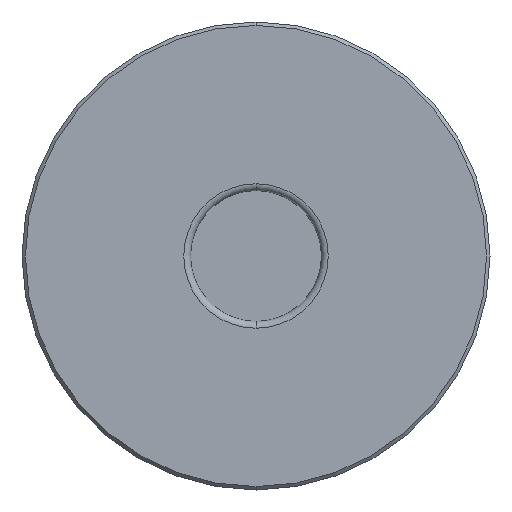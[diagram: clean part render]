
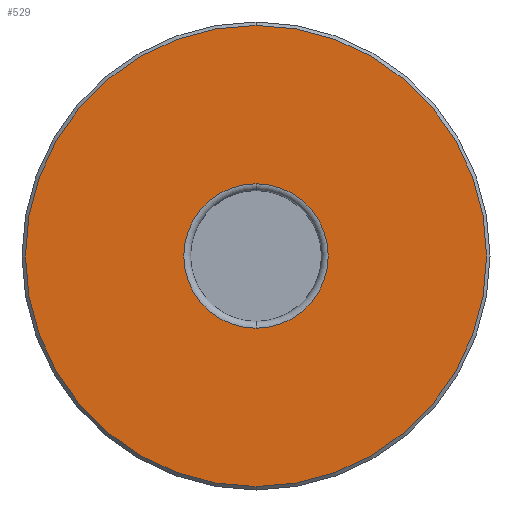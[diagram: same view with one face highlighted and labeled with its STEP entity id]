
A CAD part, front view. The second image highlights one B-rep face of the part: STEP entity #529.
In plain terms, the highlighted planar face has unit normal (0, -1, 0).
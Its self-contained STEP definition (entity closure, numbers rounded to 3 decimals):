
#1 = ORIENTED_EDGE ( 'NONE', *, *, #82, .F. ) ;
#18 = EDGE_CURVE ( 'NONE', #218, #748, #673, .T. ) ;
#27 = EDGE_LOOP ( 'NONE', ( #425, #1 ) ) ;
#46 = CIRCLE ( 'NONE', #64, 33.5 ) ;
#64 = AXIS2_PLACEMENT_3D ( 'NONE', #93, #551, #169 ) ;
#71 = CARTESIAN_POINT ( 'NONE',  ( 0., 0., 0. ) ) ;
#77 = CARTESIAN_POINT ( 'NONE',  ( 0., 0., -10.5 ) ) ;
#82 = EDGE_CURVE ( 'NONE', #259, #574, #324, .T. ) ;
#93 = CARTESIAN_POINT ( 'NONE',  ( 0., 0., 0. ) ) ;
#110 = AXIS2_PLACEMENT_3D ( 'NONE', #181, #253, #378 ) ;
#132 = DIRECTION ( 'NONE',  ( 0., 0., -1. ) ) ;
#134 = DIRECTION ( 'NONE',  ( 0., 0., -1. ) ) ;
#146 = CARTESIAN_POINT ( 'NONE',  ( 0., 0., 33.5 ) ) ;
#164 = FACE_OUTER_BOUND ( 'NONE', #526, .T. ) ;
#165 = DIRECTION ( 'NONE',  ( 0., -1., 0. ) ) ;
#169 = DIRECTION ( 'NONE',  ( 0., 0., -1. ) ) ;
#175 = ORIENTED_EDGE ( 'NONE', *, *, #376, .T. ) ;
#181 = CARTESIAN_POINT ( 'NONE',  ( 0., 0., 0. ) ) ;
#199 = DIRECTION ( 'NONE',  ( 0., -1., 0. ) ) ;
#218 = VERTEX_POINT ( 'NONE', #146 ) ;
#223 = ORIENTED_EDGE ( 'NONE', *, *, #18, .T. ) ;
#253 = DIRECTION ( 'NONE',  ( 0., -1., 0. ) ) ;
#259 = VERTEX_POINT ( 'NONE', #352 ) ;
#271 = PLANE ( 'NONE',  #646 ) ;
#304 = CARTESIAN_POINT ( 'NONE',  ( 0., 0., -33.5 ) ) ;
#324 = CIRCLE ( 'NONE', #502, 10.5 ) ;
#352 = CARTESIAN_POINT ( 'NONE',  ( 0., 0., 10.5 ) ) ;
#376 = EDGE_CURVE ( 'NONE', #748, #218, #46, .T. ) ;
#378 = DIRECTION ( 'NONE',  ( 0., 0., -1. ) ) ;
#425 = ORIENTED_EDGE ( 'NONE', *, *, #538, .F. ) ;
#464 = CARTESIAN_POINT ( 'NONE',  ( 10.5, 0., 0. ) ) ;
#502 = AXIS2_PLACEMENT_3D ( 'NONE', #71, #199, #134 ) ;
#525 = DIRECTION ( 'NONE',  ( 0., -1., 0. ) ) ;
#526 = EDGE_LOOP ( 'NONE', ( #223, #175 ) ) ;
#529 = ADVANCED_FACE ( 'NONE', ( #164, #839 ), #271, .T. ) ;
#538 = EDGE_CURVE ( 'NONE', #574, #259, #697, .T. ) ;
#550 = DIRECTION ( 'NONE',  ( 0., 0., -1. ) ) ;
#551 = DIRECTION ( 'NONE',  ( 0., -1., 0. ) ) ;
#574 = VERTEX_POINT ( 'NONE', #77 ) ;
#618 = CARTESIAN_POINT ( 'NONE',  ( 0., 0., 0. ) ) ;
#646 = AXIS2_PLACEMENT_3D ( 'NONE', #464, #525, #132 ) ;
#673 = CIRCLE ( 'NONE', #110, 33.5 ) ;
#697 = CIRCLE ( 'NONE', #714, 10.5 ) ;
#714 = AXIS2_PLACEMENT_3D ( 'NONE', #618, #165, #550 ) ;
#748 = VERTEX_POINT ( 'NONE', #304 ) ;
#839 = FACE_BOUND ( 'NONE', #27, .T. ) ;
